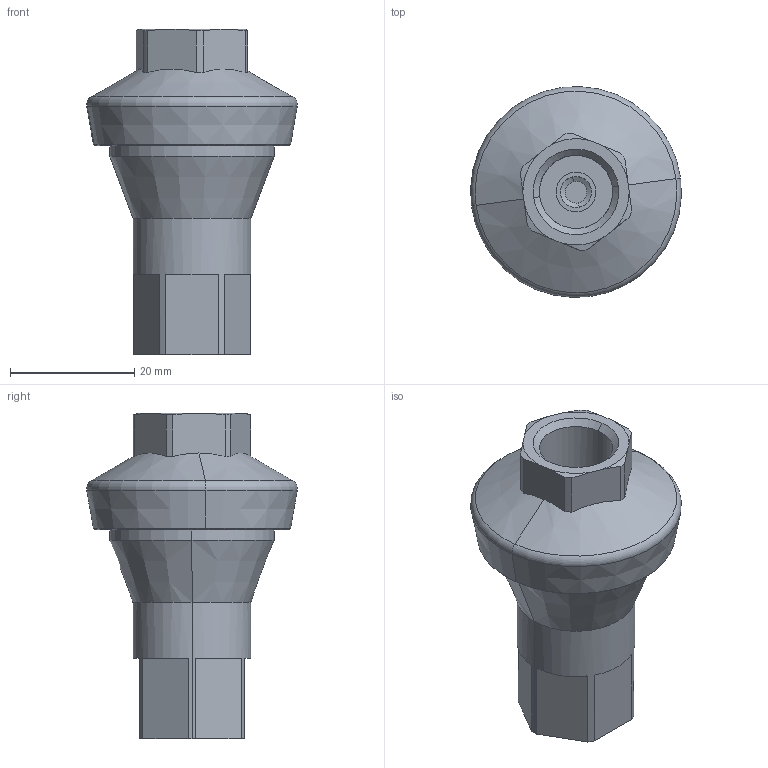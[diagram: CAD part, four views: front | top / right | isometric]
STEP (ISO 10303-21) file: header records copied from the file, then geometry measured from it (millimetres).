
FILE_DESCRIPTION (( 'STEP AP214' ), '1' );
FILE_NAME ('1702367 INLINE REGLER G1-4 2.0 BAR.STEP', '2011-07-08T11:15:13', ( ' ' ), ( '' ), 'SwSTEP 2.0', 'SolidWorks 2011', '' );
FILE_SCHEMA (( 'AUTOMOTIVE_DESIGN' ));
Length unit declared in the file: millimetre
Products named in the file (14): 1710880 Membranteller_01; Sitzdichtung Santoprene 101-73_01; 1710941 MEMBRANSPINDEL MESSING 231A584_01; 1710952 Deckel Savair 231A534_01; 1710947 Führung Messing 231A562_01; 1710934 Ventilsitz komplett 231A305_01; 1711014 Messing Scheibe vernickelt BN567_01; O-Ring 9.75x1.78_01; 1710950 231 A 554   28.2 x 6.4_01; 1702367 INLINE REGLER G1-4 2.0 BAR; O-Ring 5.1x1.6 (als 6.5x1.6)_01; O-Ring 4.0x1.0_01; 1710953 Gehäuse Saveair 231A544_01; Ventilsitz Träger PPH 231A573_01
Assembly tree (13 placements, depth 3):
  1702367 INLINE REGLER G1-4 2.0 BAR
    1710950 231 A 554   28.2 x 6.4_01
    1710953 Gehäuse Saveair 231A544_01
    O-Ring 9.75x1.78_01
    1710934 Ventilsitz komplett 231A305_01
      Ventilsitz Träger PPH 231A573_01
      Sitzdichtung Santoprene 101-73_01
    1710947 Führung Messing 231A562_01
    O-Ring 5.1x1.6 (als 6.5x1.6)_01
    1710952 Deckel Savair 231A534_01
    1710941 MEMBRANSPINDEL MESSING 231A584_01
    1710880 Membranteller_01
    1711014 Messing Scheibe vernickelt BN567_01
    O-Ring 4.0x1.0_01
Bounding box: 33.97 x 33.97 x 52.5 mm (x, y, z)
Volume: 12487 mm3; surface area: 14229.8 mm2
Topology: 12 solids, 12 shells, 278 faces, 656 edges, 410 vertices
Faces by surface type: cylinder 97, plane 93, cone 54, torus 34
Entity records: 8897 total; most frequent: CARTESIAN_POINT 1604, DIRECTION 1564, ORIENTED_EDGE 1304, AXIS2_PLACEMENT_3D 652, EDGE_CURVE 652, VERTEX_POINT 408, CIRCLE 358, EDGE_LOOP 316
